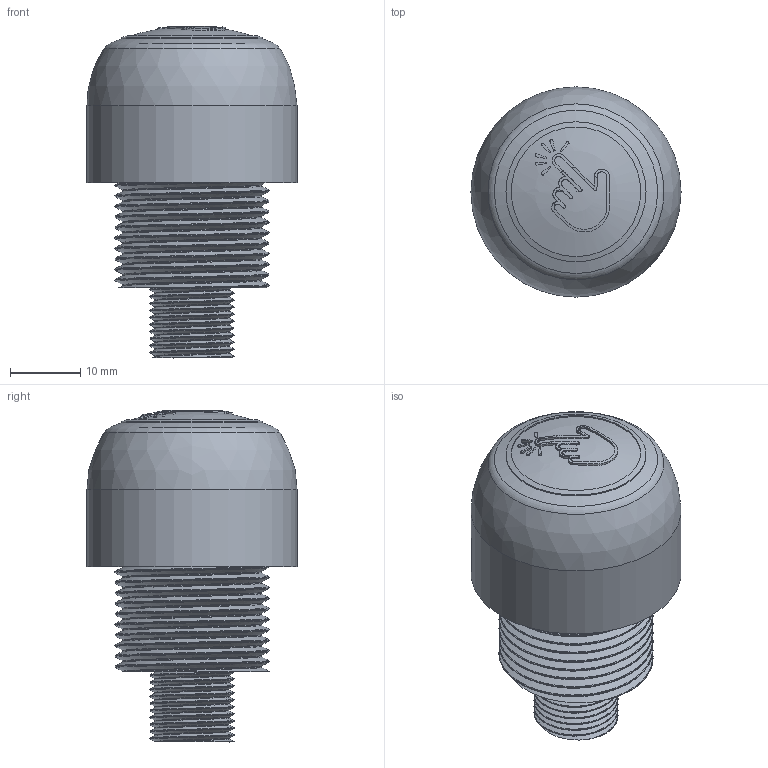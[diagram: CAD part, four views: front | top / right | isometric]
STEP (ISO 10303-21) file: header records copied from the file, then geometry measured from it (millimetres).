
FILE_DESCRIPTION(/* description */ (''),/* implementation_level */ '2;1');
FILE_NAME(/* name */ 'C3_serie_touch.stp',/* time_stamp */ '2024-06-03T14:06:20+02:00',/* author */ ('lucas'),/* organization */ (''),/* preprocessor_version */ 'ST-DEVELOPER v19',/* originating_system */ 'Autodesk Inventor 2023',/* authorisation */ '');
FILE_SCHEMA (('AUTOMOTIVE_DESIGN { 1 0 10303 214 3 1 1 }'));
Length unit declared in the file: millimetre
Products named in the file (1): C3_serie
Bounding box: 30 x 30 x 47.4 mm (x, y, z)
Volume: 19324.4 mm3; surface area: 8905.7 mm2
Topology: 3 solids, 3 shells, 517 faces, 1477 edges, 983 vertices
Faces by surface type: cylinder 429, bspline 46, plane 27, sphere 14, torus 1
Full cylindrical faces by diameter (mm): 1 x5, 10.517 x2, 12 x9, 13.5 x1, 13.6 x1, 15 x1, 18.5 x2, 19.776 x2, 20 x1, 22 x9, 30 x1
Entity records: 28567 total; most frequent: CARTESIAN_POINT 16388, ORIENTED_EDGE 2952, DIRECTION 1888, EDGE_CURVE 1476, VERTEX_POINT 983, B_SPLINE_CURVE_WITH_KNOTS 767, AXIS2_PLACEMENT_3D 707, EDGE_LOOP 539
